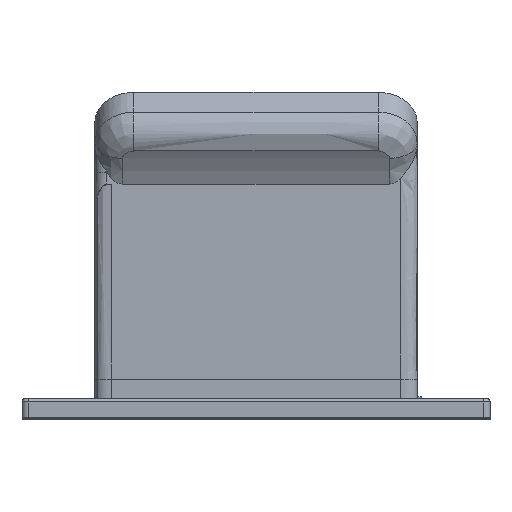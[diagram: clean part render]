
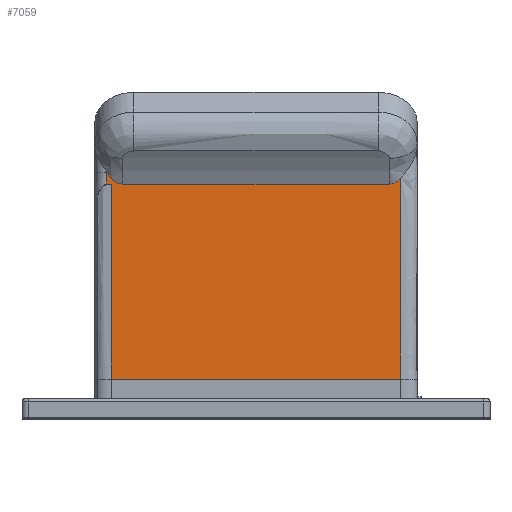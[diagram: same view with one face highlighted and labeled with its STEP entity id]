
A CAD part, top view. The second image highlights one B-rep face of the part: STEP entity #7059.
In plain terms, the highlighted face is planar.
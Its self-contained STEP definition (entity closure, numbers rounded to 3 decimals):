
#94=B_SPLINE_CURVE_WITH_KNOTS('',3,(#12672,#12673,#12674,#12675,#12676,
#12677,#12678,#12679),.UNSPECIFIED.,.F.,.F.,(4,2,2,4),(0.,0.115,
0.263,0.524),.UNSPECIFIED.);
#108=B_SPLINE_CURVE_WITH_KNOTS('',3,(#13007,#13008,#13009,#13010,#13011,
#13012,#13013,#13014),.UNSPECIFIED.,.F.,.F.,(4,2,2,4),(0.958,
1.104,1.248,1.376),.UNSPECIFIED.);
#724=LINE('',#11427,#1177);
#748=LINE('',#11620,#1201);
#783=LINE('',#12603,#1236);
#784=LINE('',#12628,#1237);
#851=LINE('',#13634,#1304);
#856=LINE('',#13670,#1309);
#1177=VECTOR('',#9284,10.);
#1201=VECTOR('',#9328,10.);
#1236=VECTOR('',#9493,10.);
#1237=VECTOR('',#9494,10.);
#1304=VECTOR('',#9631,10.);
#1309=VECTOR('',#9650,10.);
#1495=PLANE('',#7810);
#1811=FACE_OUTER_BOUND('',#2300,.T.);
#2300=EDGE_LOOP('',(#6213,#6214,#6215,#6216,#6217,#6218,#6219,#6220));
#3284=VERTEX_POINT('',#11409);
#3285=VERTEX_POINT('',#11426);
#3315=VERTEX_POINT('',#11606);
#3316=VERTEX_POINT('',#11619);
#3380=VERTEX_POINT('',#12589);
#3381=VERTEX_POINT('',#12671);
#3392=VERTEX_POINT('',#13005);
#3393=VERTEX_POINT('',#13006);
#4150=EDGE_CURVE('',#3285,#3284,#724,.T.);
#4188=EDGE_CURVE('',#3315,#3316,#748,.T.);
#4280=EDGE_CURVE('',#3315,#3380,#783,.T.);
#4281=EDGE_CURVE('',#3285,#3380,#784,.T.);
#4282=EDGE_CURVE('',#3316,#3381,#94,.F.);
#4297=EDGE_CURVE('',#3392,#3393,#108,.T.);
#4388=EDGE_CURVE('',#3381,#3393,#851,.T.);
#4393=EDGE_CURVE('',#3284,#3392,#856,.T.);
#6213=ORIENTED_EDGE('',*,*,#4150,.T.);
#6214=ORIENTED_EDGE('',*,*,#4393,.T.);
#6215=ORIENTED_EDGE('',*,*,#4297,.T.);
#6216=ORIENTED_EDGE('',*,*,#4388,.F.);
#6217=ORIENTED_EDGE('',*,*,#4282,.F.);
#6218=ORIENTED_EDGE('',*,*,#4188,.F.);
#6219=ORIENTED_EDGE('',*,*,#4280,.T.);
#6220=ORIENTED_EDGE('',*,*,#4281,.F.);
#7059=ADVANCED_FACE('',(#1811),#1495,.T.);
#7810=AXIS2_PLACEMENT_3D('',#13671,#9651,#9652);
#9284=DIRECTION('',(-0.311,-0.864,-0.397));
#9328=DIRECTION('',(0.934,-0.354,0.038));
#9493=DIRECTION('',(-0.311,-0.864,-0.397));
#9494=DIRECTION('',(0.934,-0.354,0.038));
#9631=DIRECTION('',(-0.311,-0.864,-0.397));
#9650=DIRECTION('',(0.934,-0.354,0.038));
#9651=DIRECTION('center_axis',(-0.173,-0.359,0.917));
#9652=DIRECTION('ref_axis',(-0.311,-0.864,-0.397));
#11409=CARTESIAN_POINT('',(247.017,795.867,484.031));
#11426=CARTESIAN_POINT('',(270.081,859.866,513.42));
#11427=CARTESIAN_POINT('',(257.889,826.034,497.884));
#11606=CARTESIAN_POINT('',(317.19,843.234,515.8));
#11619=CARTESIAN_POINT('',(320.037,842.156,515.915));
#11620=CARTESIAN_POINT('',(282.192,856.496,514.386));
#12589=CARTESIAN_POINT('',(316.804,842.161,515.307));
#12603=CARTESIAN_POINT('',(298.845,792.33,492.424));
#12628=CARTESIAN_POINT('',(260.737,863.407,513.042));
#12671=CARTESIAN_POINT('',(315.923,839.719,514.185));
#12672=CARTESIAN_POINT('Ctrl Pts',(315.923,839.719,514.185));
#12673=CARTESIAN_POINT('Ctrl Pts',(316.042,840.05,514.337));
#12674=CARTESIAN_POINT('Ctrl Pts',(316.232,840.341,514.487));
#12675=CARTESIAN_POINT('Ctrl Pts',(316.789,840.929,514.822));
#12676=CARTESIAN_POINT('Ctrl Pts',(317.183,841.192,515.));
#12677=CARTESIAN_POINT('Ctrl Pts',(318.335,841.772,515.444));
#12678=CARTESIAN_POINT('Ctrl Pts',(319.203,842.008,515.7));
#12679=CARTESIAN_POINT('Ctrl Pts',(320.037,842.156,515.915));
#13005=CARTESIAN_POINT('',(295.092,777.649,485.973));
#13006=CARTESIAN_POINT('',(294.619,780.604,487.04));
#13007=CARTESIAN_POINT('Ctrl Pts',(295.092,777.649,485.973));
#13008=CARTESIAN_POINT('Ctrl Pts',(294.913,777.985,486.071));
#13009=CARTESIAN_POINT('Ctrl Pts',(294.762,778.33,486.177));
#13010=CARTESIAN_POINT('Ctrl Pts',(294.547,779.015,486.404));
#13011=CARTESIAN_POINT('Ctrl Pts',(294.48,779.365,486.528));
#13012=CARTESIAN_POINT('Ctrl Pts',(294.471,780.02,486.783));
#13013=CARTESIAN_POINT('Ctrl Pts',(294.516,780.319,486.909));
#13014=CARTESIAN_POINT('Ctrl Pts',(294.619,780.604,487.04));
#13634=CARTESIAN_POINT('',(298.845,792.33,492.424));
#13670=CARTESIAN_POINT('',(237.672,799.408,483.653));
#13671=CARTESIAN_POINT('Origin',(260.737,863.407,513.042));
